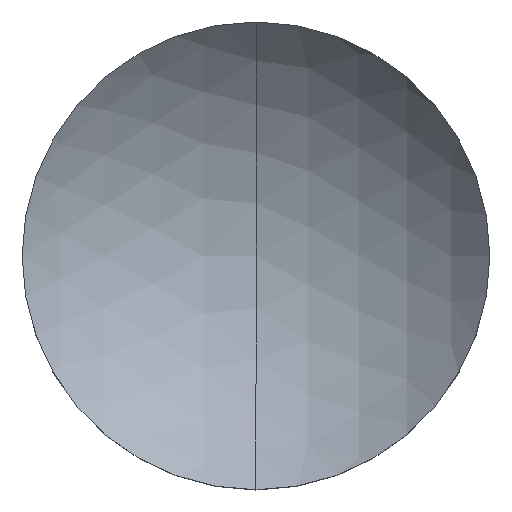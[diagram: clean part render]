
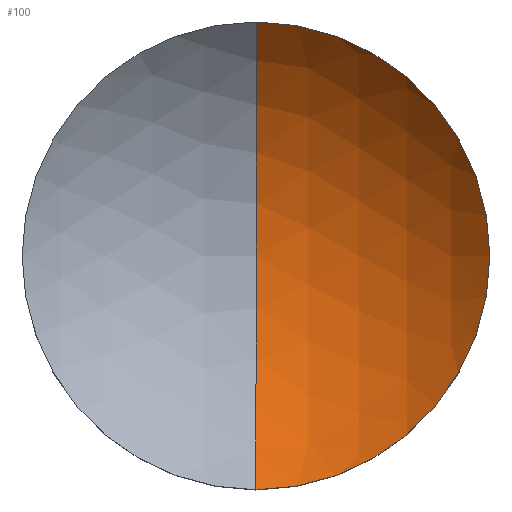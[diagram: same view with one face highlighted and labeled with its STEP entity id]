
A CAD part, top view. The second image highlights one B-rep face of the part: STEP entity #100.
In plain terms, the highlighted spherical face has radius 34.5 mm.
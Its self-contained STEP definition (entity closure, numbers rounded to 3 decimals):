
#2 = ORIENTED_EDGE ( 'NONE', *, *, #59, .F. ) ;
#8 = VERTEX_POINT ( 'NONE', #102 ) ;
#11 = AXIS2_PLACEMENT_3D ( 'NONE', #81, #26, #63 ) ;
#12 = CIRCLE ( 'NONE', #11, 25.4 ) ;
#15 = EDGE_CURVE ( 'NONE', #16, #65, #12, .T. ) ;
#16 = VERTEX_POINT ( 'NONE', #62 ) ;
#22 = EDGE_CURVE ( 'NONE', #65, #8, #97, .T. ) ;
#26 = DIRECTION ( 'NONE',  ( 0., 0., 1. ) ) ;
#32 = DIRECTION ( 'NONE',  ( 0., -1., 0. ) ) ;
#33 = DIRECTION ( 'NONE',  ( -1., 0., 0. ) ) ;
#34 = AXIS2_PLACEMENT_3D ( 'NONE', #40, #33, #32 ) ;
#35 = CIRCLE ( 'NONE', #34, 34.5 ) ;
#40 = CARTESIAN_POINT ( 'NONE',  ( 0., 0., 36.25 ) ) ;
#44 = DIRECTION ( 'NONE',  ( 1., 0., 0. ) ) ;
#52 = EDGE_CURVE ( 'NONE', #56, #16, #35, .T. ) ;
#56 = VERTEX_POINT ( 'NONE', #125 ) ;
#57 = ORIENTED_EDGE ( 'NONE', *, *, #52, .T. ) ;
#58 = ORIENTED_EDGE ( 'NONE', *, *, #22, .T. ) ;
#59 = EDGE_CURVE ( 'NONE', #56, #8, #115, .T. ) ;
#62 = CARTESIAN_POINT ( 'NONE',  ( 0., -25.4, 12.903 ) ) ;
#63 = DIRECTION ( 'NONE',  ( 1., 0., 0. ) ) ;
#65 = VERTEX_POINT ( 'NONE', #138 ) ;
#81 = CARTESIAN_POINT ( 'NONE',  ( 0., 0., 12.903 ) ) ;
#82 = EDGE_LOOP ( 'NONE', ( #2, #57, #99, #58 ) ) ;
#94 = DIRECTION ( 'NONE',  ( 0., 0., 1. ) ) ;
#95 = CARTESIAN_POINT ( 'NONE',  ( 0., 0., 12.903 ) ) ;
#96 = AXIS2_PLACEMENT_3D ( 'NONE', #95, #94, #44 ) ;
#97 = CIRCLE ( 'NONE', #96, 25.4 ) ;
#99 = ORIENTED_EDGE ( 'NONE', *, *, #15, .T. ) ;
#100 = ADVANCED_FACE ( 'NONE', ( #119 ), #152, .F. ) ;
#102 = CARTESIAN_POINT ( 'NONE',  ( 0., 25.4, 12.903 ) ) ;
#114 = AXIS2_PLACEMENT_3D ( 'NONE', #137, #133, #126 ) ;
#115 = CIRCLE ( 'NONE', #114, 34.5 ) ;
#119 = FACE_OUTER_BOUND ( 'NONE', #82, .T. ) ;
#125 = CARTESIAN_POINT ( 'NONE',  ( 0., 0., 1.75 ) ) ;
#126 = DIRECTION ( 'NONE',  ( 0., 0., -1. ) ) ;
#133 = DIRECTION ( 'NONE',  ( 1., 0., 0. ) ) ;
#137 = CARTESIAN_POINT ( 'NONE',  ( 0., 0., 36.25 ) ) ;
#138 = CARTESIAN_POINT ( 'NONE',  ( 25.4, 0., 12.903 ) ) ;
#139 = DIRECTION ( 'NONE',  ( 0., 1., 0. ) ) ;
#140 = DIRECTION ( 'NONE',  ( -1., 0., 0. ) ) ;
#141 = CARTESIAN_POINT ( 'NONE',  ( 0., 0., 36.25 ) ) ;
#142 = AXIS2_PLACEMENT_3D ( 'NONE', #141, #140, #139 ) ;
#152 = SPHERICAL_SURFACE ( 'NONE', #142, 34.5 ) ;
